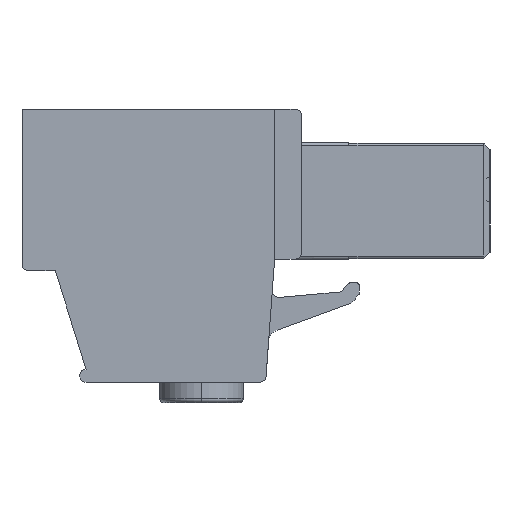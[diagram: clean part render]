
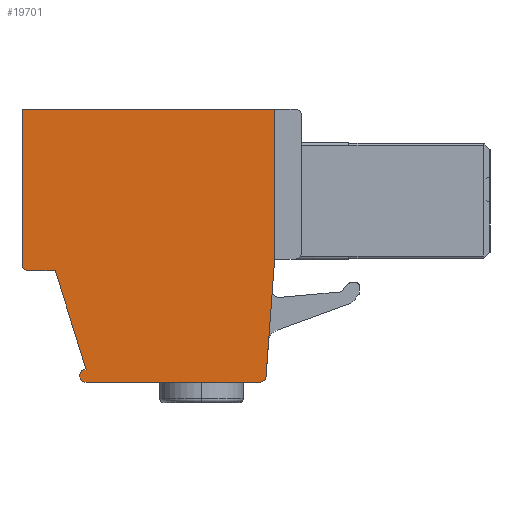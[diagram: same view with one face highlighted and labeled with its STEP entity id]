
A CAD part, left-side view. The second image highlights one B-rep face of the part: STEP entity #19701.
In plain terms, the highlighted planar face has unit normal (-1, 0, 0).
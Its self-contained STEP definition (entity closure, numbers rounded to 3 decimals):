
#14071=DIRECTION('',(0.,1.,0.));
#14072=VECTOR('',#14071,19.7);
#14073=CARTESIAN_POINT('',(-15.24,-1.45,0.));
#14074=LINE('4356',#14073,#14072);
#14192=DIRECTION('',(0.,1.,0.));
#14193=VECTOR('',#14192,13.535);
#14194=CARTESIAN_POINT('',(-15.24,-0.285,-21.3));
#14195=LINE('5297',#14194,#14193);
#15678=CARTESIAN_POINT('',(-15.24,17.75,-12.1));
#15679=DIRECTION('',(-1.,0.,0.));
#15680=DIRECTION('',(0.,1.,0.));
#15681=AXIS2_PLACEMENT_3D('',#15678,#15679,#15680);
#15683=DIRECTION('',(0.,0.,1.));
#15684=VECTOR('',#15683,12.1);
#15685=CARTESIAN_POINT('',(-15.24,18.25,-12.1));
#15686=LINE('5311',#15685,#15684);
#15687=DIRECTION('',(0.,0.,1.));
#15688=VECTOR('',#15687,11.7);
#15689=CARTESIAN_POINT('',(-15.24,-1.45,-11.7));
#15690=LINE('4354',#15689,#15688);
#15691=DIRECTION('',(0.,-0.073,0.997));
#15692=VECTOR('',#15691,9.161);
#15693=CARTESIAN_POINT('',(-15.24,-0.784,-20.836));
#15694=LINE('5299',#15693,#15692);
#15695=CARTESIAN_POINT('',(-15.24,-0.285,-20.8));
#15696=DIRECTION('',(-1.,0.,0.));
#15697=DIRECTION('',(0.,0.,-1.));
#15698=AXIS2_PLACEMENT_3D('',#15695,#15696,#15697);
#15700=CARTESIAN_POINT('',(-15.24,13.25,-20.8));
#15701=DIRECTION('',(1.,0.,0.));
#15702=DIRECTION('',(0.,0.,-1.));
#15703=AXIS2_PLACEMENT_3D('',#15700,#15701,#15702);
#15705=DIRECTION('',(0.,-0.298,-0.955));
#15706=VECTOR('',#15705,8.065);
#15707=CARTESIAN_POINT('',(-15.24,15.65,-12.6));
#15708=LINE('4348',#15707,#15706);
#15709=DIRECTION('',(0.,-1.,0.));
#15710=VECTOR('',#15709,2.1);
#15711=CARTESIAN_POINT('',(-15.24,17.75,-12.6));
#15712=LINE('5309',#15711,#15710);
#16717=CARTESIAN_POINT('',(-15.24,15.65,-12.6));
#16718=CARTESIAN_POINT('',(-15.24,13.25,-20.3));
#16719=VERTEX_POINT('',#16717);
#16720=VERTEX_POINT('',#16718);
#16721=CARTESIAN_POINT('',(-15.24,13.25,-21.3));
#16722=VERTEX_POINT('',#16721);
#16723=CARTESIAN_POINT('',(-15.24,-1.45,0.));
#16725=VERTEX_POINT('',#16723);
#16727=CARTESIAN_POINT('',(-15.24,-1.45,-11.7));
#16728=VERTEX_POINT('',#16727);
#16729=CARTESIAN_POINT('',(-15.24,18.25,0.));
#16730=VERTEX_POINT('',#16729);
#17041=CARTESIAN_POINT('',(-15.24,-0.285,-21.3));
#17042=CARTESIAN_POINT('',(-15.24,-0.784,-20.836));
#17043=VERTEX_POINT('',#17041);
#17044=VERTEX_POINT('',#17042);
#17045=CARTESIAN_POINT('',(-15.24,18.25,-12.1));
#17046=CARTESIAN_POINT('',(-15.24,17.75,-12.6));
#17047=VERTEX_POINT('',#17045);
#17048=VERTEX_POINT('',#17046);
#19681=CARTESIAN_POINT('',(-15.24,18.25,0.));
#19682=DIRECTION('',(-1.,0.,0.));
#19683=DIRECTION('',(0.,-1.,0.));
#19684=AXIS2_PLACEMENT_3D('',#19681,#19682,#19683);
#19685=PLANE('3577',#19684);
#19687=ORIENTED_EDGE('5305',*,*,#19686,.F.);
#19688=ORIENTED_EDGE('5311',*,*,#19672,.T.);
#19689=ORIENTED_EDGE('4356',*,*,#17501,.F.);
#19691=ORIENTED_EDGE('4354',*,*,#19690,.F.);
#19692=ORIENTED_EDGE('5299',*,*,#17624,.F.);
#19693=ORIENTED_EDGE('5293',*,*,#17655,.F.);
#19694=ORIENTED_EDGE('5297',*,*,#17669,.T.);
#19695=ORIENTED_EDGE('4349',*,*,#18085,.T.);
#19696=ORIENTED_EDGE('4348',*,*,#18101,.F.);
#19698=ORIENTED_EDGE('5309',*,*,#19697,.F.);
#19699=EDGE_LOOP('3577',(#19687,#19688,#19689,#19691,#19692,#19693,#19694,
#19695,#19696,#19698));
#19700=FACE_OUTER_BOUND('3577',#19699,.F.);
#19701=ADVANCED_FACE('3577',(#19700),#19685,.T.);
#15682=CIRCLE('5305',#15681,0.5);
#15699=CIRCLE('5293',#15698,0.5);
#15704=CIRCLE('4349',#15703,0.5);
#17501=EDGE_CURVE('4356',#16725,#16730,#14074,.T.);
#17624=EDGE_CURVE('5299',#17044,#16728,#15694,.T.);
#17655=EDGE_CURVE('5293',#17043,#17044,#15699,.T.);
#17669=EDGE_CURVE('5297',#17043,#16722,#14195,.T.);
#18085=EDGE_CURVE('4349',#16722,#16720,#15704,.T.);
#18101=EDGE_CURVE('4348',#16719,#16720,#15708,.T.);
#19672=EDGE_CURVE('5311',#17047,#16730,#15686,.T.);
#19686=EDGE_CURVE('5305',#17047,#17048,#15682,.T.);
#19690=EDGE_CURVE('4354',#16728,#16725,#15690,.T.);
#19697=EDGE_CURVE('5309',#17048,#16719,#15712,.T.);
